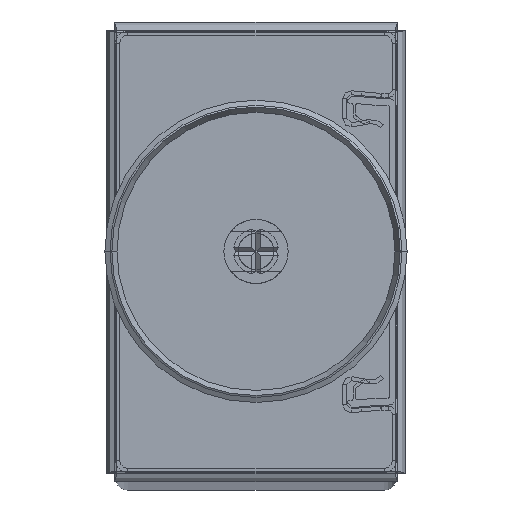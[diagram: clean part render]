
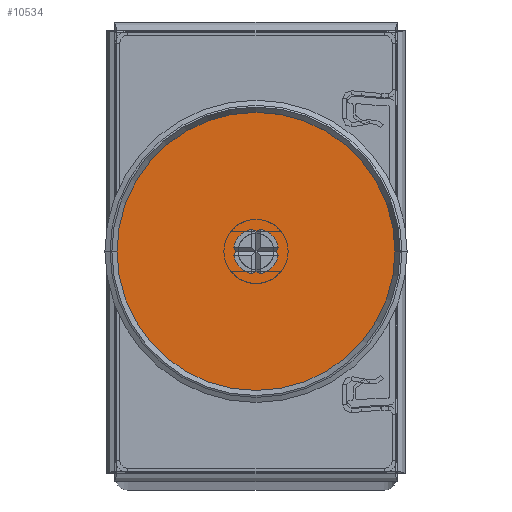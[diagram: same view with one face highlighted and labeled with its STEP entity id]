
A CAD part, top view. The second image highlights one B-rep face of the part: STEP entity #10534.
In plain terms, the highlighted face is planar.
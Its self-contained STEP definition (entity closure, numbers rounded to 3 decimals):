
#257 = EDGE_CURVE ( 'NONE', #6918, #1735, #12359, .T. ) ;
#858 = CARTESIAN_POINT ( 'NONE',  ( 0., -2., 0. ) ) ;
#969 = AXIS2_PLACEMENT_3D ( 'NONE', #10947, #8606, #10641 ) ;
#1081 = ORIENTED_EDGE ( 'NONE', *, *, #6101, .F. ) ;
#1735 = VERTEX_POINT ( 'NONE', #9728 ) ;
#2585 = ORIENTED_EDGE ( 'NONE', *, *, #6607, .F. ) ;
#2926 = AXIS2_PLACEMENT_3D ( 'NONE', #4947, #10722, #4003 ) ;
#2953 = DIRECTION ( 'NONE',  ( 0., 1., 0. ) ) ;
#2991 = CARTESIAN_POINT ( 'NONE',  ( 0., -2., 0. ) ) ;
#3245 = CIRCLE ( 'NONE', #4147, 4.5 ) ;
#3352 = PLANE ( 'NONE',  #969 ) ;
#3390 = DIRECTION ( 'NONE',  ( 0., 0., 1. ) ) ;
#3455 = DIRECTION ( 'NONE',  ( 0., -1., 0. ) ) ;
#3482 = CARTESIAN_POINT ( 'NONE',  ( 0., -2., 0. ) ) ;
#3846 = CARTESIAN_POINT ( 'NONE',  ( 0., -2., -34.648 ) ) ;
#3968 = ORIENTED_EDGE ( 'NONE', *, *, #257, .F. ) ;
#4003 = DIRECTION ( 'NONE',  ( 0., 0., 1. ) ) ;
#4004 = CARTESIAN_POINT ( 'NONE',  ( 0., -2., 4.5 ) ) ;
#4147 = AXIS2_PLACEMENT_3D ( 'NONE', #858, #7256, #8409 ) ;
#4229 = FACE_BOUND ( 'NONE', #9427, .T. ) ;
#4377 = FACE_OUTER_BOUND ( 'NONE', #8197, .T. ) ;
#4947 = CARTESIAN_POINT ( 'NONE',  ( 0., -2., 0. ) ) ;
#5234 = AXIS2_PLACEMENT_3D ( 'NONE', #3482, #3455, #3390 ) ;
#5436 = EDGE_CURVE ( 'NONE', #5890, #10609, #7081, .T. ) ;
#5890 = VERTEX_POINT ( 'NONE', #3846 ) ;
#5930 = AXIS2_PLACEMENT_3D ( 'NONE', #2991, #2953, #9755 ) ;
#6101 = EDGE_CURVE ( 'NONE', #10609, #5890, #7535, .T. ) ;
#6607 = EDGE_CURVE ( 'NONE', #1735, #6918, #3245, .T. ) ;
#6918 = VERTEX_POINT ( 'NONE', #4004 ) ;
#7081 = CIRCLE ( 'NONE', #2926, 34.648 ) ;
#7256 = DIRECTION ( 'NONE',  ( 0., -1., 0. ) ) ;
#7535 = CIRCLE ( 'NONE', #5930, 34.648 ) ;
#7588 = ORIENTED_EDGE ( 'NONE', *, *, #5436, .F. ) ;
#8197 = EDGE_LOOP ( 'NONE', ( #7588, #1081 ) ) ;
#8409 = DIRECTION ( 'NONE',  ( 0., 0., 1. ) ) ;
#8606 = DIRECTION ( 'NONE',  ( 0., 1., 0. ) ) ;
#9427 = EDGE_LOOP ( 'NONE', ( #3968, #2585 ) ) ;
#9437 = CARTESIAN_POINT ( 'NONE',  ( 0., -2., 34.648 ) ) ;
#9728 = CARTESIAN_POINT ( 'NONE',  ( 0., -2., -4.5 ) ) ;
#9755 = DIRECTION ( 'NONE',  ( 0., 0., 1. ) ) ;
#10534 = ADVANCED_FACE ( 'NONE', ( #4229, #4377 ), #3352, .F. ) ;
#10609 = VERTEX_POINT ( 'NONE', #9437 ) ;
#10641 = DIRECTION ( 'NONE',  ( 0., 0., 1. ) ) ;
#10722 = DIRECTION ( 'NONE',  ( 0., 1., 0. ) ) ;
#10947 = CARTESIAN_POINT ( 'NONE',  ( 0., -2., 0. ) ) ;
#12359 = CIRCLE ( 'NONE', #5234, 4.5 ) ;
